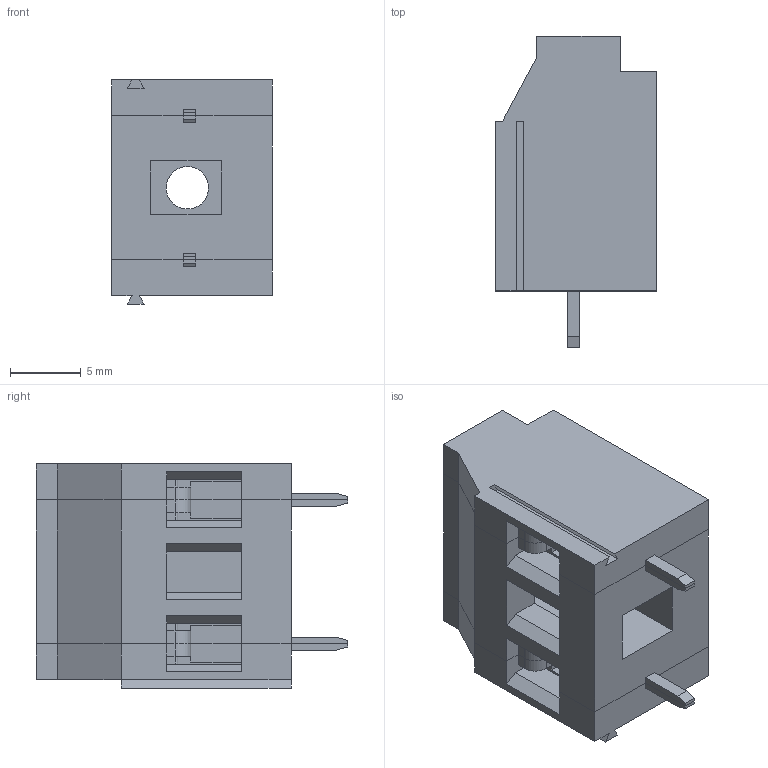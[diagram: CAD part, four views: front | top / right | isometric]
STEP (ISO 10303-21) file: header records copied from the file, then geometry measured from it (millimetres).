
FILE_DESCRIPTION( ( 'Unknown' ), '1' );
FILE_NAME( '691236610002.stp', 'Unknown', ( 'Unknown' ), ( 'Unknown' ), 'PSStep 18.0.17', 'Unknown', ' ' );
FILE_SCHEMA( ( 'AUTOMOTIVE_DESIGN { 1 0 10303 214 1 1 1 1 }' ) );
Length unit declared in the file: millimetre
Products named in the file (4): Assem1; MRT18P10.16V08_SX; MRT18P10.16V08_CNT; MRT18P10.16V08_DX
Assembly tree (3 placements, depth 2):
  Assem1
    MRT18P10.16V08_SX
    MRT18P10.16V08_CNT
    MRT18P10.16V08_DX
Bounding box: 11.35 x 22 x 15.84 mm (x, y, z)
Volume: 2102.1 mm3; surface area: 2695.1 mm2
Topology: 3 solids, 3 shells, 185 faces, 531 edges, 354 vertices
Faces by surface type: plane 171, cylinder 14
Full cylindrical faces by diameter (mm): 3 x1, 4 x1
Entity records: 7509 total; most frequent: CARTESIAN_POINT 1072, ORIENTED_EDGE 1058, DIRECTION 943, EDGE_CURVE 529, LINE 493, VECTOR 493, VERTEX_POINT 354, AXIS2_PLACEMENT_3D 225
